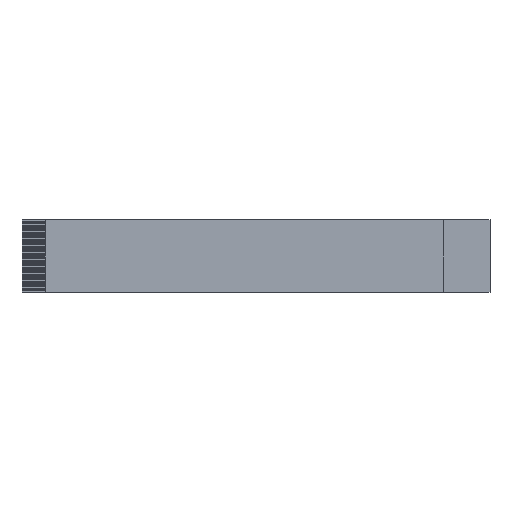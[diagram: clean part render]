
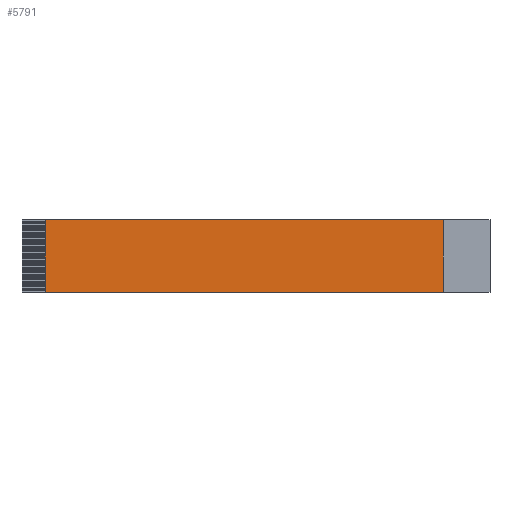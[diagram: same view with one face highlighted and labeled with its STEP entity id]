
A CAD part, top view. The second image highlights one B-rep face of the part: STEP entity #5791.
In plain terms, the highlighted planar face has unit normal (0, 0, 1).
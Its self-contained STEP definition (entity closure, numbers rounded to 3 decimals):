
#425=ORIENTED_EDGE('',*,*,#1679,.F.);
#426=ORIENTED_EDGE('',*,*,#1468,.F.);
#427=ORIENTED_EDGE('',*,*,#1680,.T.);
#428=ORIENTED_EDGE('',*,*,#1458,.T.);
#1458=EDGE_CURVE('',#2102,#2101,#2489,.T.);
#1468=EDGE_CURVE('',#2109,#1969,#2498,.T.);
#1679=EDGE_CURVE('',#1969,#2101,#2709,.T.);
#1680=EDGE_CURVE('',#2109,#2102,#2710,.T.);
#1969=VERTEX_POINT('',#7187);
#2101=VERTEX_POINT('',#7461);
#2102=VERTEX_POINT('',#7463);
#2109=VERTEX_POINT('',#7482);
#2489=LINE('',#7462,#3131);
#2498=LINE('',#7483,#3140);
#2709=LINE('',#7934,#3351);
#2710=LINE('',#7935,#3352);
#3131=VECTOR('',#6277,1000.);
#3140=VECTOR('',#6288,1000.);
#3351=VECTOR('',#6623,1000.);
#3352=VECTOR('',#6624,1000.);
#3705=EDGE_LOOP('',(#425,#426,#427,#428));
#3905=FACE_BOUND('',#3705,.T.);
#4105=PLANE('',#5998);
#5791=ADVANCED_FACE('',(#3905),#4105,.F.);
#5998=AXIS2_PLACEMENT_3D('',#7933,#6621,#6622);
#6277=DIRECTION('',(1.,0.,0.));
#6288=DIRECTION('',(1.,0.,0.));
#6621=DIRECTION('',(0.,0.,-1.));
#6622=DIRECTION('',(-1.,0.,0.));
#6623=DIRECTION('',(0.,-1.,0.));
#6624=DIRECTION('',(0.,-1.,0.));
#7187=CARTESIAN_POINT('',(40.,7.75,0.095));
#7461=CARTESIAN_POINT('',(40.,-7.75,0.095));
#7462=CARTESIAN_POINT('',(-45.,-7.75,0.095));
#7463=CARTESIAN_POINT('',(-45.,-7.75,0.095));
#7482=CARTESIAN_POINT('',(-45.,7.75,0.095));
#7483=CARTESIAN_POINT('',(-45.,7.75,0.095));
#7933=CARTESIAN_POINT('',(-45.,7.75,0.095));
#7934=CARTESIAN_POINT('',(40.,7.75,0.095));
#7935=CARTESIAN_POINT('',(-45.,7.75,0.095));
